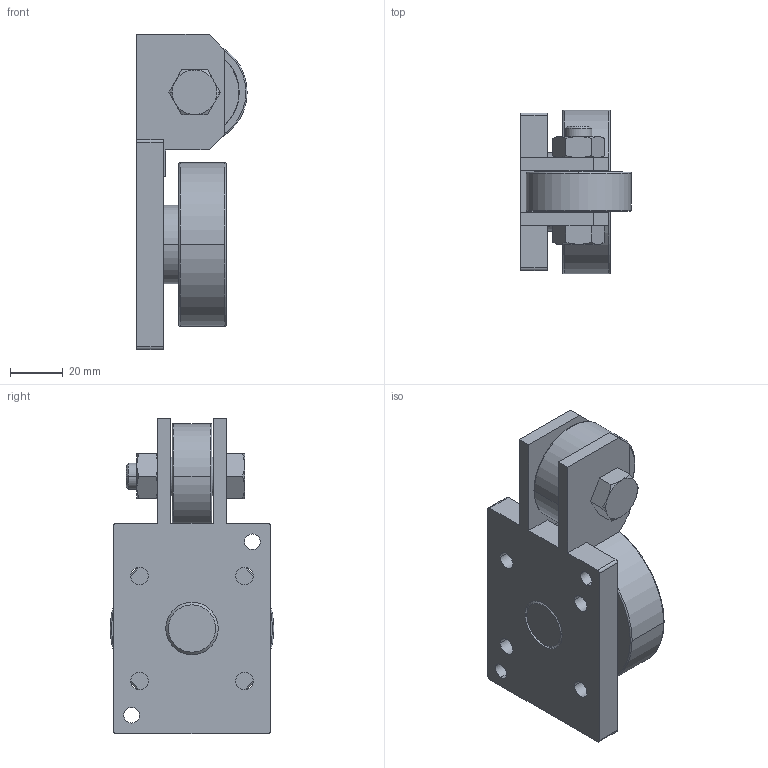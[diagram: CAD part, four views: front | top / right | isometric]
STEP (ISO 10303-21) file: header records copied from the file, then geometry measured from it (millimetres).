
FILE_DESCRIPTION(('STEP AP214'),'1');
FILE_NAME('pa_6250_ap.stp','2021-05-26T03:40:21',('TraceParts'),('TraceParts S.A.'),'Spatial InterOp 3D',' ',' ');
FILE_SCHEMA(('AUTOMOTIVE_DESIGN { 1 0 10303 214 1 1 1 1 }'));
Length unit declared in the file: millimetre
Products named in the file (1): pa_6250_ap_1
Bounding box: 42 x 62.4 x 120 mm (x, y, z)
Volume: 141083.9 mm3; surface area: 37722.9 mm2
Topology: 3 solids, 3 shells, 193 faces, 461 edges, 296 vertices
Faces by surface type: cylinder 77, plane 72, cone 36, torus 8
Entity records: 7283 total; most frequent: CARTESIAN_POINT 1097, DIRECTION 1037, ORIENTED_EDGE 922, EDGE_CURVE 461, AXIS2_PLACEMENT_3D 416, VERTEX_POINT 296, EDGE_LOOP 233, CIRCLE 220
